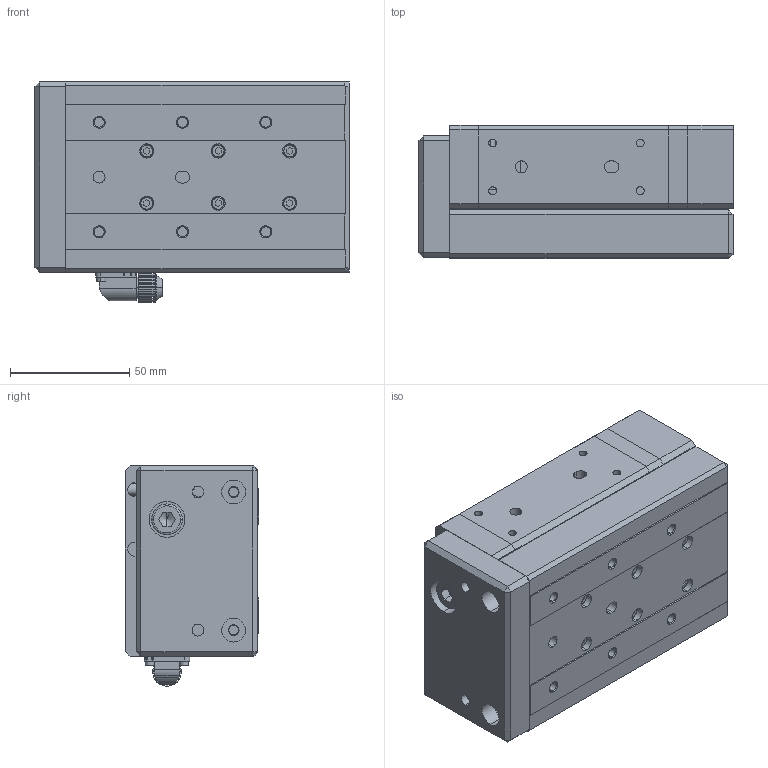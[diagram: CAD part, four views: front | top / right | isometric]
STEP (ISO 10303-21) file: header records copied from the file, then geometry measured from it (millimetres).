
FILE_DESCRIPTION (( 'STEP AP203' ), '1' );
FILE_NAME ('CTMS-28-W 2023年3月24日更新.STEP', '2023-03-24T08:24:07', ( '' ), ( '' ), 'SwSTEP 2.0', 'SolidWorks 2016', '' );
FILE_SCHEMA (( 'CONFIG_CONTROL_DESIGN' ));
Length unit declared in the file: millimetre
Products named in the file (1): CTMS-28-W 2023年3月24日更新
Bounding box: 132 x 56 x 92.54 mm (x, y, z)
Surface area: 77662.3 mm2 (no closed solid volume)
Topology: 0 solids, 23 shells, 459 faces, 1562 edges, 1094 vertices
Faces by surface type: plane 262, cylinder 129, bspline 36, cone 32
Entity records: 17664 total; most frequent: CARTESIAN_POINT 4372, DIRECTION 2694, ORIENTED_EDGE 2498, EDGE_CURVE 1556, VERTEX_POINT 1094, LINE 940, VECTOR 940, AXIS2_PLACEMENT_3D 877
